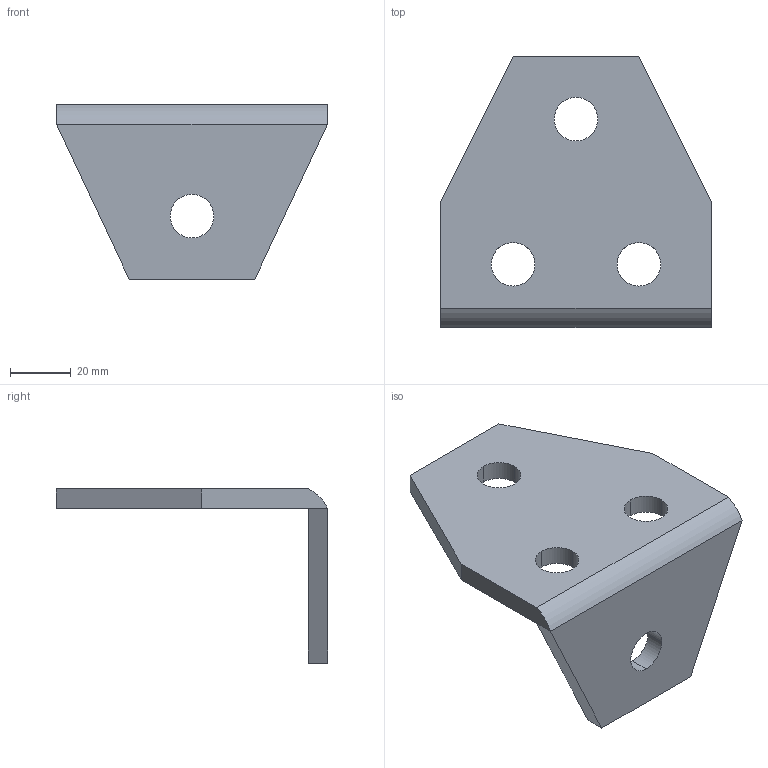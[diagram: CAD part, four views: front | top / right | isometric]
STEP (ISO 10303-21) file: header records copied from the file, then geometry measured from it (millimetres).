
FILE_DESCRIPTION(('TurboCAD Mac Pro'),'Build 980');
FILE_NAME('P1579.stp',' ',(''),(''),'ACIS Interop','IMSI','TurboCAD Mac Pro BY IMSI, INCORPORATED');
FILE_SCHEMA(('automotive_design'));
Length unit declared in the file: inch
Products named in the file (1): 1
Bounding box: 89.09 x 89.17 x 57.26 mm (x, y, z)
Volume: 58854.1 mm3; surface area: 22205.7 mm2
Topology: 1 solids, 1 shells, 29 faces, 77 edges, 50 vertices
Faces by surface type: bspline 16, plane 12, cylinder 1
Entity records: 1249 total; most frequent: CARTESIAN_POINT 365, ORIENTED_EDGE 154, EDGE_CURVE 77, DIRECTION 75, VERTEX_POINT 50, LINE 43, VECTOR 43, EDGE_LOOP 37
